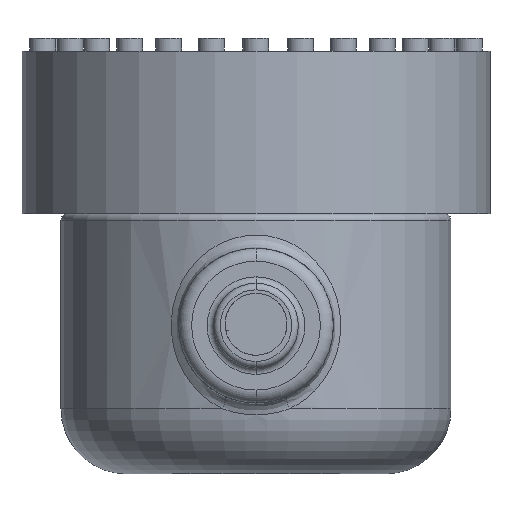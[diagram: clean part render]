
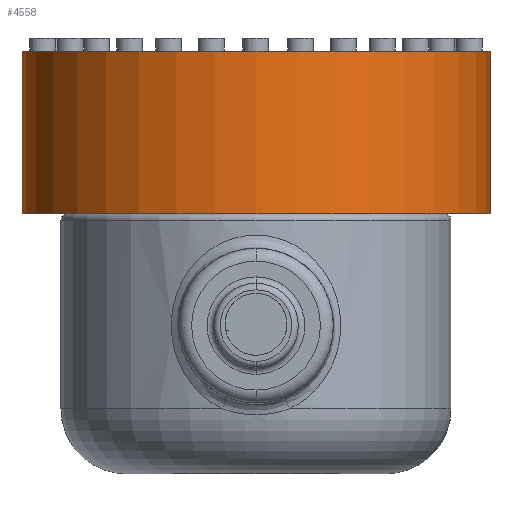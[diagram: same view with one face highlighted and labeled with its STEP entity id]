
A CAD part, front view. The second image highlights one B-rep face of the part: STEP entity #4558.
In plain terms, the highlighted cylindrical face has radius 36 mm (diameter 72 mm), a partial arc.
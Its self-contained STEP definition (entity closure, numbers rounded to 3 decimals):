
#3 = DIRECTION ( 'NONE',  ( 1., 0., 0. ) ) ;
#56 = LINE ( 'NONE', #3529, #6292 ) ;
#307 = CARTESIAN_POINT ( 'NONE',  ( 0., 0., 65. ) ) ;
#685 = VECTOR ( 'NONE', #810, 1000. ) ;
#740 = DIRECTION ( 'NONE',  ( 0., 0., 1. ) ) ;
#810 = DIRECTION ( 'NONE',  ( 0., 0., -1. ) ) ;
#1176 = FACE_OUTER_BOUND ( 'NONE', #4965, .T. ) ;
#1900 = CIRCLE ( 'NONE', #4532, 36. ) ;
#1963 = ORIENTED_EDGE ( 'NONE', *, *, #6517, .F. ) ;
#2197 = CARTESIAN_POINT ( 'NONE',  ( 36., 0., 65. ) ) ;
#2625 = ORIENTED_EDGE ( 'NONE', *, *, #4844, .T. ) ;
#2809 = CARTESIAN_POINT ( 'NONE',  ( 36., 0., 65. ) ) ;
#2837 = DIRECTION ( 'NONE',  ( 0., 0., -1. ) ) ;
#2982 = AXIS2_PLACEMENT_3D ( 'NONE', #6268, #740, #5308 ) ;
#3090 = CARTESIAN_POINT ( 'NONE',  ( -36., 0., 65. ) ) ;
#3529 = CARTESIAN_POINT ( 'NONE',  ( -36., 0., 65. ) ) ;
#3797 = CIRCLE ( 'NONE', #2982, 36. ) ;
#4014 = DIRECTION ( 'NONE',  ( 0., 0., 1. ) ) ;
#4080 = CARTESIAN_POINT ( 'NONE',  ( -36., 0., 40. ) ) ;
#4083 = VERTEX_POINT ( 'NONE', #2197 ) ;
#4339 = ORIENTED_EDGE ( 'NONE', *, *, #5737, .F. ) ;
#4383 = CARTESIAN_POINT ( 'NONE',  ( 36., 0., 40. ) ) ;
#4479 = AXIS2_PLACEMENT_3D ( 'NONE', #307, #2837, #5333 ) ;
#4532 = AXIS2_PLACEMENT_3D ( 'NONE', #4590, #4014, #3 ) ;
#4558 = ADVANCED_FACE ( 'NONE', ( #1176 ), #4768, .T. ) ;
#4590 = CARTESIAN_POINT ( 'NONE',  ( 0., 0., 65. ) ) ;
#4693 = ORIENTED_EDGE ( 'NONE', *, *, #5133, .T. ) ;
#4768 = CYLINDRICAL_SURFACE ( 'NONE', #4479, 36. ) ;
#4844 = EDGE_CURVE ( 'NONE', #5002, #5846, #56, .T. ) ;
#4965 = EDGE_LOOP ( 'NONE', ( #1963, #4339, #2625, #4693 ) ) ;
#5002 = VERTEX_POINT ( 'NONE', #3090 ) ;
#5133 = EDGE_CURVE ( 'NONE', #5846, #5305, #3797, .T. ) ;
#5305 = VERTEX_POINT ( 'NONE', #4383 ) ;
#5308 = DIRECTION ( 'NONE',  ( 1., 0., 0. ) ) ;
#5333 = DIRECTION ( 'NONE',  ( -1., 0., 0. ) ) ;
#5556 = LINE ( 'NONE', #2809, #685 ) ;
#5737 = EDGE_CURVE ( 'NONE', #5002, #4083, #1900, .T. ) ;
#5846 = VERTEX_POINT ( 'NONE', #4080 ) ;
#6268 = CARTESIAN_POINT ( 'NONE',  ( 0., 0., 40. ) ) ;
#6292 = VECTOR ( 'NONE', #6631, 1000. ) ;
#6517 = EDGE_CURVE ( 'NONE', #4083, #5305, #5556, .T. ) ;
#6631 = DIRECTION ( 'NONE',  ( 0., 0., -1. ) ) ;
